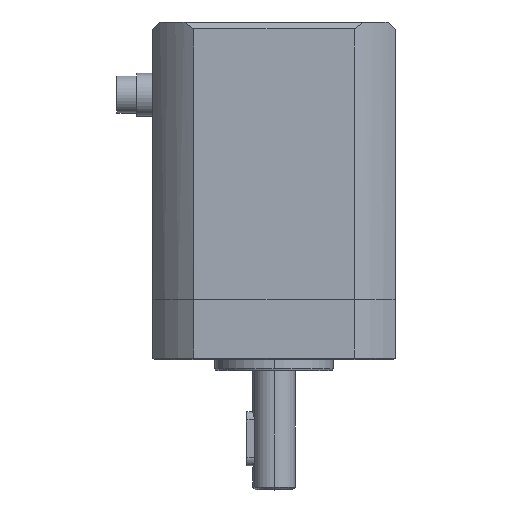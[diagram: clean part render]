
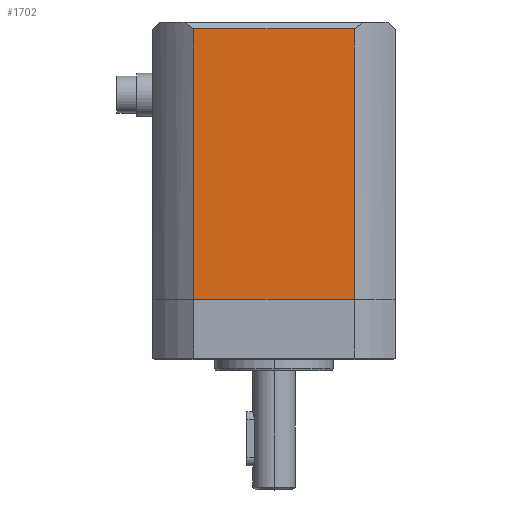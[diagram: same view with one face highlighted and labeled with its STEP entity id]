
A CAD part, top view. The second image highlights one B-rep face of the part: STEP entity #1702.
In plain terms, the highlighted face is planar.
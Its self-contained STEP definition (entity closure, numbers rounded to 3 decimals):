
#272 = DIRECTION ( 'NONE',  ( 1., 0., 0. ) ) ;
#278 = DIRECTION ( 'NONE',  ( 0., -1., 0. ) ) ;
#670 = DIRECTION ( 'NONE',  ( 0., 1., 0. ) ) ;
#721 = ORIENTED_EDGE ( 'NONE', *, *, #13148, .T. ) ;
#1620 = DIRECTION ( 'NONE',  ( -1., 0., 0. ) ) ;
#1622 = LINE ( 'NONE', #3259, #11600 ) ;
#1702 = ADVANCED_FACE ( 'NONE', ( #15186 ), #13810, .F. ) ;
#2149 = VECTOR ( 'NONE', #1620, 1000. ) ;
#2150 = ORIENTED_EDGE ( 'NONE', *, *, #7360, .T. ) ;
#2318 = VERTEX_POINT ( 'NONE', #12090 ) ;
#2717 = CARTESIAN_POINT ( 'NONE',  ( 14.925, 51.5, -22.5 ) ) ;
#3259 = CARTESIAN_POINT ( 'NONE',  ( -22.5, 51.5, -22.5 ) ) ;
#3727 = LINE ( 'NONE', #2717, #14485 ) ;
#4198 = EDGE_CURVE ( 'NONE', #8558, #12367, #9227, .T. ) ;
#4848 = CARTESIAN_POINT ( 'NONE',  ( 14.925, 51.5, -22.5 ) ) ;
#5016 = CARTESIAN_POINT ( 'NONE',  ( -14.925, 51.5, -22.5 ) ) ;
#5488 = AXIS2_PLACEMENT_3D ( 'NONE', #15028, #14972, #272 ) ;
#5595 = DIRECTION ( 'NONE',  ( -1., 0., 0. ) ) ;
#7115 = LINE ( 'NONE', #12724, #2149 ) ;
#7360 = EDGE_CURVE ( 'NONE', #2318, #8558, #7115, .T. ) ;
#8558 = VERTEX_POINT ( 'NONE', #15394 ) ;
#9227 = LINE ( 'NONE', #14130, #15339 ) ;
#10587 = VERTEX_POINT ( 'NONE', #4848 ) ;
#11575 = EDGE_CURVE ( 'NONE', #10587, #12367, #1622, .T. ) ;
#11600 = VECTOR ( 'NONE', #5595, 1000. ) ;
#12090 = CARTESIAN_POINT ( 'NONE',  ( 14.925, 1.3, -22.5 ) ) ;
#12367 = VERTEX_POINT ( 'NONE', #5016 ) ;
#12724 = CARTESIAN_POINT ( 'NONE',  ( -22.5, 1.3, -22.5 ) ) ;
#13148 = EDGE_CURVE ( 'NONE', #10587, #2318, #3727, .T. ) ;
#13372 = ORIENTED_EDGE ( 'NONE', *, *, #4198, .T. ) ;
#13472 = EDGE_LOOP ( 'NONE', ( #721, #2150, #13372, #15433 ) ) ;
#13810 = PLANE ( 'NONE',  #5488 ) ;
#14130 = CARTESIAN_POINT ( 'NONE',  ( -14.925, 51.5, -22.5 ) ) ;
#14485 = VECTOR ( 'NONE', #278, 1000. ) ;
#14972 = DIRECTION ( 'NONE',  ( 0., 0., 1. ) ) ;
#15028 = CARTESIAN_POINT ( 'NONE',  ( -22.5, 51.5, -22.5 ) ) ;
#15186 = FACE_OUTER_BOUND ( 'NONE', #13472, .T. ) ;
#15339 = VECTOR ( 'NONE', #670, 1000. ) ;
#15394 = CARTESIAN_POINT ( 'NONE',  ( -14.925, 1.3, -22.5 ) ) ;
#15433 = ORIENTED_EDGE ( 'NONE', *, *, #11575, .F. ) ;
